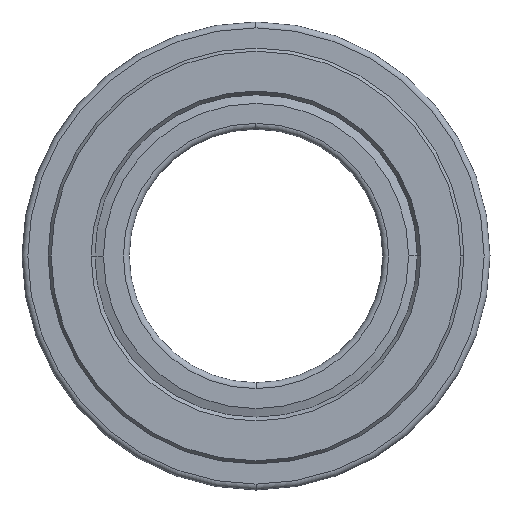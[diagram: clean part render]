
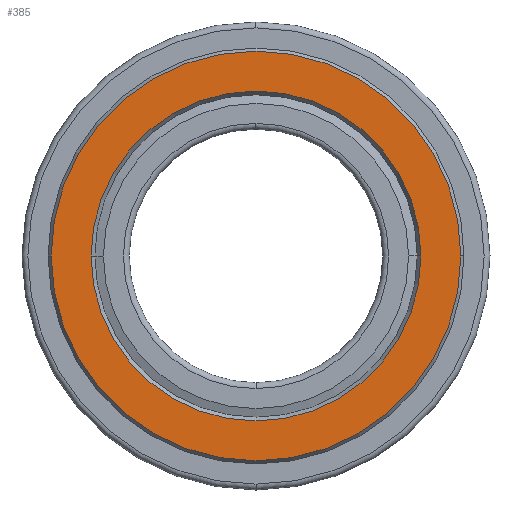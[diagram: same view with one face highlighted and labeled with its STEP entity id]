
A CAD part, left-side view. The second image highlights one B-rep face of the part: STEP entity #385.
In plain terms, the highlighted planar face has unit normal (-1, 0, 0).
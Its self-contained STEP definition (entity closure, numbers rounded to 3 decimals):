
#385=ADVANCED_FACE('',(#1091,#1092),#1093,.T.);
#1091=FACE_OUTER_BOUND('',#1826,.T.);
#1092=FACE_BOUND('',#1827,.T.);
#1093=PLANE('',#1828);
#1826=EDGE_LOOP('',(#4330,#4331));
#1827=EDGE_LOOP('',(#4332,#4333));
#1828=AXIS2_PLACEMENT_3D('',#4334,#4335,#4336);
#4330=ORIENTED_EDGE('',*,*,#5266,.F.);
#4331=ORIENTED_EDGE('',*,*,#5296,.F.);
#4332=ORIENTED_EDGE('',*,*,#5295,.T.);
#4333=ORIENTED_EDGE('',*,*,#5269,.T.);
#4334=CARTESIAN_POINT('',(0.,47.41,0.0));
#4335=DIRECTION('',(-1.0,0.0,0.0));
#4336=DIRECTION('',(0.0,-1.0,0.0));
#5266=EDGE_CURVE('',#6637,#6639,#6640,.T.);
#5269=EDGE_CURVE('',#6645,#6642,#6646,.T.);
#5295=EDGE_CURVE('',#6642,#6645,#6685,.T.);
#5296=EDGE_CURVE('',#6639,#6637,#6686,.T.);
#6637=VERTEX_POINT('',#13018);
#6639=VERTEX_POINT('',#13021);
#6640=CIRCLE('',#13022,52.523);
#6642=VERTEX_POINT('',#13025);
#6645=VERTEX_POINT('',#13029);
#6646=CIRCLE('',#13030,42.297);
#6685=CIRCLE('',#13080,42.297);
#6686=CIRCLE('',#13081,52.523);
#13018=CARTESIAN_POINT('',(0.,52.523,0.0));
#13021=CARTESIAN_POINT('',(0.,-52.523,0.));
#13022=AXIS2_PLACEMENT_3D('',#14697,#14698,#14699);
#13025=CARTESIAN_POINT('',(0.,42.297,0.0));
#13029=CARTESIAN_POINT('',(0.,-42.297,0.));
#13030=AXIS2_PLACEMENT_3D('',#14702,#14703,#14704);
#13080=AXIS2_PLACEMENT_3D('',#14758,#14759,#14760);
#13081=AXIS2_PLACEMENT_3D('',#14761,#14762,#14763);
#14697=CARTESIAN_POINT('',(0.,0.0,0.0));
#14698=DIRECTION('',(1.0,0.0,0.0));
#14699=DIRECTION('',(0.0,1.0,0.0));
#14702=CARTESIAN_POINT('',(0.,0.0,0.0));
#14703=DIRECTION('',(1.0,0.0,0.0));
#14704=DIRECTION('',(0.0,1.0,0.0));
#14758=CARTESIAN_POINT('',(0.,0.0,0.0));
#14759=DIRECTION('',(1.0,0.0,0.0));
#14760=DIRECTION('',(0.0,1.0,0.0));
#14761=CARTESIAN_POINT('',(0.,0.0,0.0));
#14762=DIRECTION('',(1.0,0.0,0.0));
#14763=DIRECTION('',(0.0,1.0,0.0));
